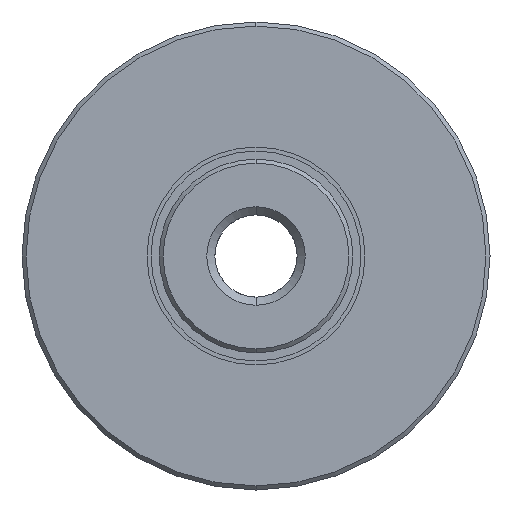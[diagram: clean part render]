
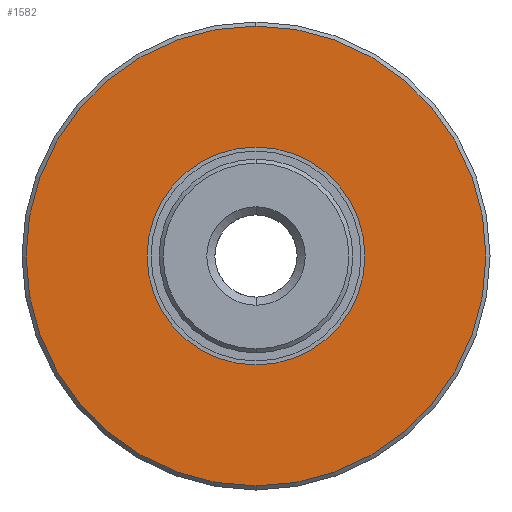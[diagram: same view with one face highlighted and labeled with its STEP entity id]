
A CAD part, left-side view. The second image highlights one B-rep face of the part: STEP entity #1582.
In plain terms, the highlighted planar face has unit normal (-1, 0, 0).
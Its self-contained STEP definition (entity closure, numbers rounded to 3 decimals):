
#64 = CIRCLE ( 'NONE', #719, 28.5 ) ;
#139 = DIRECTION ( 'NONE',  ( 1., 0., 0. ) ) ;
#140 = EDGE_CURVE ( 'NONE', #1197, #1429, #1426, .T. ) ;
#156 = DIRECTION ( 'NONE',  ( -1., 0., 0. ) ) ;
#206 = CIRCLE ( 'NONE', #1477, 13.5 ) ;
#239 = ORIENTED_EDGE ( 'NONE', *, *, #2653, .T. ) ;
#257 = CARTESIAN_POINT ( 'NONE',  ( -6.5, 5.793, -13.5 ) ) ;
#413 = FACE_OUTER_BOUND ( 'NONE', #2679, .T. ) ;
#444 = ORIENTED_EDGE ( 'NONE', *, *, #140, .F. ) ;
#634 = CARTESIAN_POINT ( 'NONE',  ( -6.5, 5.793, -28.5 ) ) ;
#694 = VERTEX_POINT ( 'NONE', #634 ) ;
#719 = AXIS2_PLACEMENT_3D ( 'NONE', #2824, #1927, #2173 ) ;
#784 = DIRECTION ( 'NONE',  ( 0., 0., -1. ) ) ;
#892 = ORIENTED_EDGE ( 'NONE', *, *, #2171, .T. ) ;
#991 = EDGE_LOOP ( 'NONE', ( #1056, #444 ) ) ;
#1056 = ORIENTED_EDGE ( 'NONE', *, *, #2691, .F. ) ;
#1197 = VERTEX_POINT ( 'NONE', #257 ) ;
#1218 = CARTESIAN_POINT ( 'NONE',  ( -6.5, 5.793, 0. ) ) ;
#1278 = AXIS2_PLACEMENT_3D ( 'NONE', #1451, #139, #2367 ) ;
#1391 = CARTESIAN_POINT ( 'NONE',  ( -6.5, 5.793, 13.5 ) ) ;
#1424 = CARTESIAN_POINT ( 'NONE',  ( -6.5, 5.793, 28.5 ) ) ;
#1426 = CIRCLE ( 'NONE', #2600, 13.5 ) ;
#1429 = VERTEX_POINT ( 'NONE', #1391 ) ;
#1451 = CARTESIAN_POINT ( 'NONE',  ( -6.5, 34.793, 0. ) ) ;
#1477 = AXIS2_PLACEMENT_3D ( 'NONE', #1218, #156, #2361 ) ;
#1478 = DIRECTION ( 'NONE',  ( 0., 0., 1. ) ) ;
#1582 = ADVANCED_FACE ( 'NONE', ( #413, #2709 ), #2803, .F. ) ;
#1661 = DIRECTION ( 'NONE',  ( -1., 0., 0. ) ) ;
#1927 = DIRECTION ( 'NONE',  ( -1., 0., 0. ) ) ;
#2117 = CARTESIAN_POINT ( 'NONE',  ( -6.5, 5.793, 0. ) ) ;
#2147 = AXIS2_PLACEMENT_3D ( 'NONE', #2117, #1661, #784 ) ;
#2171 = EDGE_CURVE ( 'NONE', #2702, #694, #64, .T. ) ;
#2173 = DIRECTION ( 'NONE',  ( 0., 0., -1. ) ) ;
#2210 = CARTESIAN_POINT ( 'NONE',  ( -6.5, 5.793, 0. ) ) ;
#2361 = DIRECTION ( 'NONE',  ( 0., 0., 1. ) ) ;
#2367 = DIRECTION ( 'NONE',  ( 0., 0., -1. ) ) ;
#2600 = AXIS2_PLACEMENT_3D ( 'NONE', #2210, #2828, #1478 ) ;
#2653 = EDGE_CURVE ( 'NONE', #694, #2702, #2780, .T. ) ;
#2679 = EDGE_LOOP ( 'NONE', ( #239, #892 ) ) ;
#2691 = EDGE_CURVE ( 'NONE', #1429, #1197, #206, .T. ) ;
#2702 = VERTEX_POINT ( 'NONE', #1424 ) ;
#2709 = FACE_BOUND ( 'NONE', #991, .T. ) ;
#2780 = CIRCLE ( 'NONE', #2147, 28.5 ) ;
#2803 = PLANE ( 'NONE',  #1278 ) ;
#2824 = CARTESIAN_POINT ( 'NONE',  ( -6.5, 5.793, 0. ) ) ;
#2828 = DIRECTION ( 'NONE',  ( -1., 0., 0. ) ) ;
